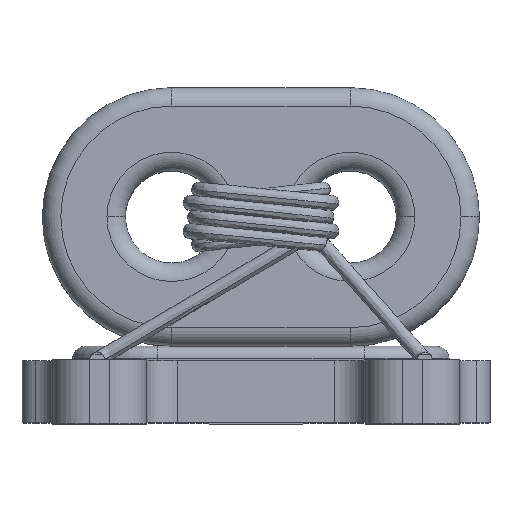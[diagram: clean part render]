
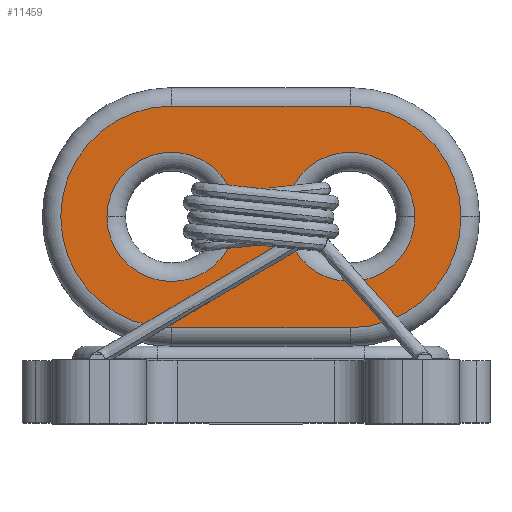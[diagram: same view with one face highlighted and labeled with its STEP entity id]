
A CAD part, top view. The second image highlights one B-rep face of the part: STEP entity #11459.
In plain terms, the highlighted planar face has unit normal (0, 0, 1).
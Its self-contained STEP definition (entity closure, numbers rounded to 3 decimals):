
#35 = CARTESIAN_POINT ( 'NONE',  ( 0.725, 1.67, 1.1 ) ) ;
#99 = AXIS2_PLACEMENT_3D ( 'NONE', #3983, #12784, #5256 ) ;
#663 = EDGE_CURVE ( 'NONE', #13866, #14374, #8742, .T. ) ;
#693 = DIRECTION ( 'NONE',  ( 1., 0., 0. ) ) ;
#733 = CIRCLE ( 'NONE', #3228, 0.525 ) ;
#954 = ORIENTED_EDGE ( 'NONE', *, *, #15469, .T. ) ;
#1057 = CIRCLE ( 'NONE', #5968, 0.9 ) ;
#1196 = EDGE_CURVE ( 'NONE', #3117, #11871, #5339, .T. ) ;
#1215 = DIRECTION ( 'NONE',  ( 0., 0., -1. ) ) ;
#1310 = DIRECTION ( 'NONE',  ( 1., 0., 0. ) ) ;
#1675 = DIRECTION ( 'NONE',  ( 0., 0., -1. ) ) ;
#2120 = VERTEX_POINT ( 'NONE', #12270 ) ;
#2541 = DIRECTION ( 'NONE',  ( -1., 0., 0. ) ) ;
#2926 = EDGE_CURVE ( 'NONE', #12120, #2120, #15769, .T. ) ;
#3106 = CARTESIAN_POINT ( 'NONE',  ( -0.725, 1.67, 1.1 ) ) ;
#3117 = VERTEX_POINT ( 'NONE', #12541 ) ;
#3138 = AXIS2_PLACEMENT_3D ( 'NONE', #35, #8802, #1310 ) ;
#3228 = AXIS2_PLACEMENT_3D ( 'NONE', #8703, #1215, #9982 ) ;
#3490 = CARTESIAN_POINT ( 'NONE',  ( -0.725, 0.77, 1.1 ) ) ;
#3983 = CARTESIAN_POINT ( 'NONE',  ( 0.725, 1.67, 1.1 ) ) ;
#4362 = DIRECTION ( 'NONE',  ( 1., 0., 0. ) ) ;
#4526 = DIRECTION ( 'NONE',  ( 0., 0., -1. ) ) ;
#4528 = EDGE_CURVE ( 'NONE', #11871, #3117, #9189, .T. ) ;
#4579 = CARTESIAN_POINT ( 'NONE',  ( -1.25, 1.67, 1.1 ) ) ;
#4666 = VERTEX_POINT ( 'NONE', #4579 ) ;
#4804 = EDGE_CURVE ( 'NONE', #11775, #12120, #10124, .T. ) ;
#5029 = EDGE_LOOP ( 'NONE', ( #15492, #15884 ) ) ;
#5256 = DIRECTION ( 'NONE',  ( 1., 0., 0. ) ) ;
#5339 = CIRCLE ( 'NONE', #6884, 0.525 ) ;
#5349 = EDGE_CURVE ( 'NONE', #4666, #10178, #9497, .T. ) ;
#5395 = VECTOR ( 'NONE', #2541, 1000. ) ;
#5657 = CARTESIAN_POINT ( 'NONE',  ( 0.725, 0.77, 1.1 ) ) ;
#5809 = DIRECTION ( 'NONE',  ( 0., 0., 1. ) ) ;
#5968 = AXIS2_PLACEMENT_3D ( 'NONE', #3106, #11887, #4362 ) ;
#6060 = CARTESIAN_POINT ( 'NONE',  ( 0.2, 1.67, 1.1 ) ) ;
#6260 = CARTESIAN_POINT ( 'NONE',  ( -0.2, 1.67, 1.1 ) ) ;
#6532 = EDGE_LOOP ( 'NONE', ( #14057, #10150, #16094, #11009, #954 ) ) ;
#6656 = ORIENTED_EDGE ( 'NONE', *, *, #6679, .T. ) ;
#6679 = EDGE_CURVE ( 'NONE', #10178, #4666, #733, .T. ) ;
#6762 = ORIENTED_EDGE ( 'NONE', *, *, #5349, .T. ) ;
#6884 = AXIS2_PLACEMENT_3D ( 'NONE', #9161, #1675, #10442 ) ;
#6938 = CARTESIAN_POINT ( 'NONE',  ( -0.725, 2.57, 1.1 ) ) ;
#7188 = FACE_BOUND ( 'NONE', #5029, .T. ) ;
#7529 = CARTESIAN_POINT ( 'NONE',  ( -0.725, 2.57, 1.1 ) ) ;
#8207 = DIRECTION ( 'NONE',  ( 0., 0., 1. ) ) ;
#8703 = CARTESIAN_POINT ( 'NONE',  ( -0.725, 1.67, 1.1 ) ) ;
#8742 = LINE ( 'NONE', #7529, #5395 ) ;
#8791 = EDGE_CURVE ( 'NONE', #14374, #11775, #1057, .T. ) ;
#8802 = DIRECTION ( 'NONE',  ( 0., 0., 1. ) ) ;
#9017 = AXIS2_PLACEMENT_3D ( 'NONE', #15762, #8207, #693 ) ;
#9161 = CARTESIAN_POINT ( 'NONE',  ( 0.725, 1.67, 1.1 ) ) ;
#9189 = CIRCLE ( 'NONE', #99, 0.525 ) ;
#9452 = AXIS2_PLACEMENT_3D ( 'NONE', #13368, #5809, #14625 ) ;
#9497 = CIRCLE ( 'NONE', #10673, 0.525 ) ;
#9982 = DIRECTION ( 'NONE',  ( 1., 0., 0. ) ) ;
#10085 = CARTESIAN_POINT ( 'NONE',  ( 0.725, 2.57, 1.1 ) ) ;
#10124 = LINE ( 'NONE', #14885, #13084 ) ;
#10127 = FACE_OUTER_BOUND ( 'NONE', #6532, .T. ) ;
#10150 = ORIENTED_EDGE ( 'NONE', *, *, #8791, .T. ) ;
#10178 = VERTEX_POINT ( 'NONE', #6260 ) ;
#10442 = DIRECTION ( 'NONE',  ( 1., 0., 0. ) ) ;
#10673 = AXIS2_PLACEMENT_3D ( 'NONE', #12050, #4526, #13341 ) ;
#11009 = ORIENTED_EDGE ( 'NONE', *, *, #2926, .T. ) ;
#11360 = EDGE_LOOP ( 'NONE', ( #6656, #6762 ) ) ;
#11459 = ADVANCED_FACE ( 'NONE', ( #7188, #13478, #10127 ), #14569, .T. ) ;
#11775 = VERTEX_POINT ( 'NONE', #3490 ) ;
#11871 = VERTEX_POINT ( 'NONE', #6060 ) ;
#11887 = DIRECTION ( 'NONE',  ( 0., 0., 1. ) ) ;
#12050 = CARTESIAN_POINT ( 'NONE',  ( -0.725, 1.67, 1.1 ) ) ;
#12120 = VERTEX_POINT ( 'NONE', #5657 ) ;
#12270 = CARTESIAN_POINT ( 'NONE',  ( 1.625, 1.67, 1.1 ) ) ;
#12336 = DIRECTION ( 'NONE',  ( 1., 0., 0. ) ) ;
#12541 = CARTESIAN_POINT ( 'NONE',  ( 1.25, 1.67, 1.1 ) ) ;
#12784 = DIRECTION ( 'NONE',  ( 0., 0., -1. ) ) ;
#13084 = VECTOR ( 'NONE', #12336, 1000. ) ;
#13341 = DIRECTION ( 'NONE',  ( 1., 0., 0. ) ) ;
#13368 = CARTESIAN_POINT ( 'NONE',  ( 0., 0., 1.1 ) ) ;
#13478 = FACE_BOUND ( 'NONE', #11360, .T. ) ;
#13866 = VERTEX_POINT ( 'NONE', #10085 ) ;
#14057 = ORIENTED_EDGE ( 'NONE', *, *, #663, .T. ) ;
#14374 = VERTEX_POINT ( 'NONE', #6938 ) ;
#14569 = PLANE ( 'NONE',  #9452 ) ;
#14625 = DIRECTION ( 'NONE',  ( 1., 0., 0. ) ) ;
#14885 = CARTESIAN_POINT ( 'NONE',  ( 0., 0.77, 1.1 ) ) ;
#14886 = CIRCLE ( 'NONE', #3138, 0.9 ) ;
#15469 = EDGE_CURVE ( 'NONE', #2120, #13866, #14886, .T. ) ;
#15492 = ORIENTED_EDGE ( 'NONE', *, *, #1196, .T. ) ;
#15762 = CARTESIAN_POINT ( 'NONE',  ( 0.725, 1.67, 1.1 ) ) ;
#15769 = CIRCLE ( 'NONE', #9017, 0.9 ) ;
#15884 = ORIENTED_EDGE ( 'NONE', *, *, #4528, .T. ) ;
#16094 = ORIENTED_EDGE ( 'NONE', *, *, #4804, .T. ) ;
